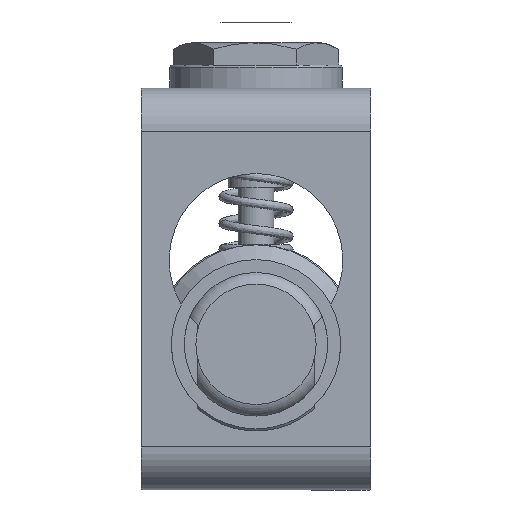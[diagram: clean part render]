
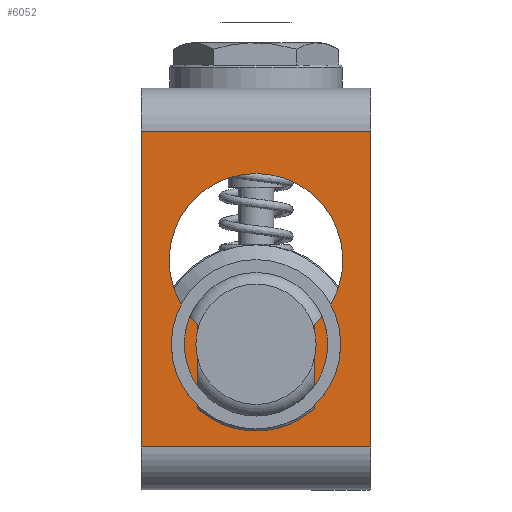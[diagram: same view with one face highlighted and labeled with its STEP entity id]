
A CAD part, front view. The second image highlights one B-rep face of the part: STEP entity #6052.
In plain terms, the highlighted planar face has unit normal (0, -1, 0).
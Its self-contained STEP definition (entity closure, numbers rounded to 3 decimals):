
#170=FACE_BOUND('',#1927,.T.);
#220=PLANE('',#6442);
#356=LINE('',#8005,#797);
#370=LINE('',#8055,#811);
#375=LINE('',#8070,#816);
#381=LINE('',#8086,#822);
#382=LINE('',#8091,#823);
#386=LINE('',#8100,#827);
#797=VECTOR('',#6802,10.);
#811=VECTOR('',#6842,10.);
#816=VECTOR('',#6863,10.);
#822=VECTOR('',#6881,10.);
#823=VECTOR('',#6886,10.);
#827=VECTOR('',#6896,10.);
#1583=FACE_OUTER_BOUND('',#1926,.T.);
#1926=EDGE_LOOP('',(#4040,#4041,#4042,#4043));
#1927=EDGE_LOOP('',(#4044,#4045,#4046,#4047));
#2304=CIRCLE('',#6438,6.05);
#2305=CIRCLE('',#6441,6.05);
#2460=VERTEX_POINT('',#8002);
#2461=VERTEX_POINT('',#8004);
#2479=VERTEX_POINT('',#8052);
#2480=VERTEX_POINT('',#8054);
#2487=VERTEX_POINT('',#8089);
#2488=VERTEX_POINT('',#8090);
#2489=VERTEX_POINT('',#8095);
#2490=VERTEX_POINT('',#8099);
#3051=EDGE_CURVE('',#2460,#2461,#356,.T.);
#3075=EDGE_CURVE('',#2480,#2479,#370,.T.);
#3083=EDGE_CURVE('',#2460,#2480,#375,.T.);
#3091=EDGE_CURVE('',#2479,#2461,#381,.T.);
#3092=EDGE_CURVE('',#2487,#2488,#382,.T.);
#3095=EDGE_CURVE('',#2487,#2489,#2304,.T.);
#3097=EDGE_CURVE('',#2489,#2490,#386,.T.);
#3099=EDGE_CURVE('',#2488,#2490,#2305,.T.);
#4040=ORIENTED_EDGE('',*,*,#3083,.T.);
#4041=ORIENTED_EDGE('',*,*,#3075,.T.);
#4042=ORIENTED_EDGE('',*,*,#3091,.T.);
#4043=ORIENTED_EDGE('',*,*,#3051,.F.);
#4044=ORIENTED_EDGE('',*,*,#3095,.F.);
#4045=ORIENTED_EDGE('',*,*,#3092,.T.);
#4046=ORIENTED_EDGE('',*,*,#3099,.T.);
#4047=ORIENTED_EDGE('',*,*,#3097,.F.);
#6052=ADVANCED_FACE('',(#1583,#170),#220,.T.);
#6438=AXIS2_PLACEMENT_3D('',#8096,#6891,#6892);
#6441=AXIS2_PLACEMENT_3D('',#8103,#6900,#6901);
#6442=AXIS2_PLACEMENT_3D('',#8104,#6902,#6903);
#6802=DIRECTION('',(0.,0.,1.));
#6842=DIRECTION('',(0.,0.,1.));
#6863=DIRECTION('',(1.,0.,0.));
#6881=DIRECTION('',(-1.,0.,0.));
#6886=DIRECTION('',(0.,0.,-1.));
#6891=DIRECTION('center_axis',(0.,-1.,0.));
#6892=DIRECTION('ref_axis',(0.,0.,
-1.));
#6896=DIRECTION('',(0.,0.,-1.));
#6900=DIRECTION('center_axis',(0.,1.,0.));
#6901=DIRECTION('ref_axis',(-0.669,0.,0.743));
#6902=DIRECTION('center_axis',(0.,-1.,0.));
#6903=DIRECTION('ref_axis',(-1.,0.,0.));
#8002=CARTESIAN_POINT('',(-8.,4.5,-7.15));
#8004=CARTESIAN_POINT('',(-8.,4.5,14.85));
#8005=CARTESIAN_POINT('',(-8.,4.5,31.05));
#8052=CARTESIAN_POINT('',(8.,4.5,14.85));
#8054=CARTESIAN_POINT('',(8.,4.5,-7.15));
#8055=CARTESIAN_POINT('',(8.,4.5,31.05));
#8070=CARTESIAN_POINT('',(1.719,4.5,-7.15));
#8086=CARTESIAN_POINT('',(-6.281,4.5,14.85));
#8089=CARTESIAN_POINT('',(4.05,4.5,1.356));
#8090=CARTESIAN_POINT('',(4.05,4.5,-4.494));
#8091=CARTESIAN_POINT('',(4.05,4.5,-4.494));
#8095=CARTESIAN_POINT('',(-4.05,4.5,1.356));
#8096=CARTESIAN_POINT('Origin',(0.,4.5,5.85));
#8099=CARTESIAN_POINT('',(-4.05,4.5,-4.494));
#8100=CARTESIAN_POINT('',(-4.05,4.5,-4.494));
#8103=CARTESIAN_POINT('Origin',(0.,4.5,0.));
#8104=CARTESIAN_POINT('Origin',(-4.561,4.5,7.202));
